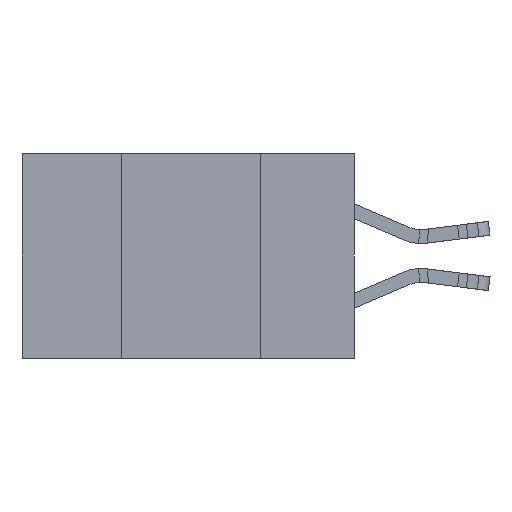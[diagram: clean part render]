
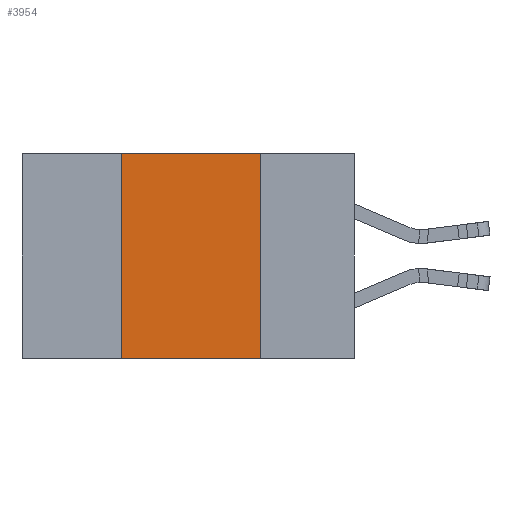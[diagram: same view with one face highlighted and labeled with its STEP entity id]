
A CAD part, left-side view. The second image highlights one B-rep face of the part: STEP entity #3954.
In plain terms, the highlighted planar face has unit normal (-1, 0, 0).
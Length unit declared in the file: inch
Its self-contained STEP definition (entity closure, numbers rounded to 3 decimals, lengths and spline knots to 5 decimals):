
#133 = VERTEX_POINT ( 'NONE', #9878 ) ;
#379 = ORIENTED_EDGE ( 'NONE', *, *, #7383, .F. ) ;
#524 = ORIENTED_EDGE ( 'NONE', *, *, #19218, .F. ) ;
#986 = EDGE_LOOP ( 'NONE', ( #1442, #524, #379, #11847 ) ) ;
#1011 = CARTESIAN_POINT ( 'NONE',  ( 0., 0.6, -0.37 ) ) ;
#1442 = ORIENTED_EDGE ( 'NONE', *, *, #21604, .F. ) ;
#1949 = LINE ( 'NONE', #18255, #7116 ) ;
#2698 = DIRECTION ( 'NONE',  ( 0., 0., -1. ) ) ;
#3954 = ADVANCED_FACE ( 'NONE', ( #3959 ), #13474, .F. ) ;
#3959 = FACE_OUTER_BOUND ( 'NONE', #986, .T. ) ;
#4588 = VERTEX_POINT ( 'NONE', #22137 ) ;
#5473 = DIRECTION ( 'NONE',  ( 0., -1., 0. ) ) ;
#5923 = LINE ( 'NONE', #20171, #16604 ) ;
#7116 = VECTOR ( 'NONE', #20380, 39.37008 ) ;
#7383 = EDGE_CURVE ( 'NONE', #24349, #13802, #24343, .T. ) ;
#7615 = AXIS2_PLACEMENT_3D ( 'NONE', #26084, #15587, #2698 ) ;
#9087 = VECTOR ( 'NONE', #5473, 39.37008 ) ;
#9878 = CARTESIAN_POINT ( 'NONE',  ( 0., 0.17, -0.37 ) ) ;
#11791 = DIRECTION ( 'NONE',  ( 0., -1., 0. ) ) ;
#11847 = ORIENTED_EDGE ( 'NONE', *, *, #23558, .T. ) ;
#12468 = VECTOR ( 'NONE', #19803, 39.37008 ) ;
#13474 = PLANE ( 'NONE',  #7615 ) ;
#13802 = VERTEX_POINT ( 'NONE', #21875 ) ;
#14727 = LINE ( 'NONE', #1011, #9087 ) ;
#15587 = DIRECTION ( 'NONE',  ( 1., 0., 0. ) ) ;
#16604 = VECTOR ( 'NONE', #11791, 39.37008 ) ;
#17301 = CARTESIAN_POINT ( 'NONE',  ( 0., 0.42, -0.37 ) ) ;
#18255 = CARTESIAN_POINT ( 'NONE',  ( 0., 0.17, -0.37 ) ) ;
#18592 = CARTESIAN_POINT ( 'NONE',  ( 0., 0.42, -0.37 ) ) ;
#19218 = EDGE_CURVE ( 'NONE', #13802, #4588, #5923, .T. ) ;
#19803 = DIRECTION ( 'NONE',  ( 0., 0., 1. ) ) ;
#20171 = CARTESIAN_POINT ( 'NONE',  ( 0., 0.6, 0. ) ) ;
#20380 = DIRECTION ( 'NONE',  ( 0., 0., -1. ) ) ;
#21604 = EDGE_CURVE ( 'NONE', #4588, #133, #1949, .T. ) ;
#21875 = CARTESIAN_POINT ( 'NONE',  ( 0., 0.42, 0. ) ) ;
#22137 = CARTESIAN_POINT ( 'NONE',  ( 0., 0.17, 0. ) ) ;
#23558 = EDGE_CURVE ( 'NONE', #24349, #133, #14727, .T. ) ;
#24343 = LINE ( 'NONE', #17301, #12468 ) ;
#24349 = VERTEX_POINT ( 'NONE', #18592 ) ;
#26084 = CARTESIAN_POINT ( 'NONE',  ( 0., 0.6, 0. ) ) ;
